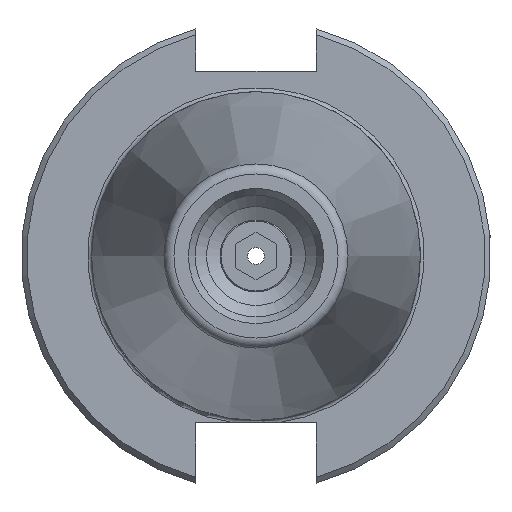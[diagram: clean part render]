
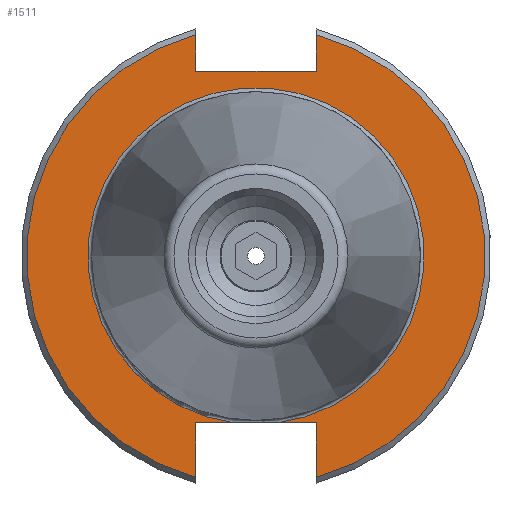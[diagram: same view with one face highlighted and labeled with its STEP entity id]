
A CAD part, left-side view. The second image highlights one B-rep face of the part: STEP entity #1511.
In plain terms, the highlighted planar face has unit normal (-1, 0, 0).
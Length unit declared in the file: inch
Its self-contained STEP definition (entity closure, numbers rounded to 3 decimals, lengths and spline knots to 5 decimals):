
#119=LINE('',#2278,#189);
#130=LINE('',#2403,#200);
#135=LINE('',#2425,#205);
#138=LINE('',#2450,#208);
#139=LINE('',#2451,#209);
#140=LINE('',#2453,#210);
#141=LINE('',#2455,#211);
#189=VECTOR('',#1806,0.64);
#200=VECTOR('',#1901,0.28929);
#205=VECTOR('',#1916,0.28929);
#208=VECTOR('',#1927,0.20828);
#209=VECTOR('',#1928,0.19429);
#210=VECTOR('',#1929,0.19429);
#211=VECTOR('',#1932,0.20828);
#264=PLANE('',#1646);
#401=FACE_OUTER_BOUND('',#523,.T.);
#523=EDGE_LOOP('',(#1153,#1154,#1155,#1156,#1157,#1158,#1159,#1160,#1161,
#1162));
#641=CIRCLE('',#1610,0.895);
#658=CIRCLE('',#1645,1.22);
#659=CIRCLE('',#1647,1.22);
#721=VERTEX_POINT('',#2275);
#722=VERTEX_POINT('',#2277);
#732=VERTEX_POINT('',#2314);
#733=VERTEX_POINT('',#2315);
#757=VERTEX_POINT('',#2398);
#758=VERTEX_POINT('',#2402);
#763=VERTEX_POINT('',#2422);
#764=VERTEX_POINT('',#2424);
#770=VERTEX_POINT('',#2444);
#771=VERTEX_POINT('',#2452);
#869=EDGE_CURVE('',#722,#721,#119,.T.);
#881=EDGE_CURVE('',#732,#733,#641,.T.);
#909=EDGE_CURVE('',#758,#757,#130,.T.);
#918=EDGE_CURVE('',#764,#763,#135,.T.);
#926=EDGE_CURVE('',#770,#757,#658,.T.);
#927=EDGE_CURVE('',#732,#758,#138,.T.);
#928=EDGE_CURVE('',#770,#722,#139,.T.);
#929=EDGE_CURVE('',#721,#771,#140,.T.);
#930=EDGE_CURVE('',#764,#771,#659,.T.);
#931=EDGE_CURVE('',#763,#733,#141,.T.);
#1153=ORIENTED_EDGE('',*,*,#881,.F.);
#1154=ORIENTED_EDGE('',*,*,#927,.T.);
#1155=ORIENTED_EDGE('',*,*,#909,.T.);
#1156=ORIENTED_EDGE('',*,*,#926,.F.);
#1157=ORIENTED_EDGE('',*,*,#928,.T.);
#1158=ORIENTED_EDGE('',*,*,#869,.T.);
#1159=ORIENTED_EDGE('',*,*,#929,.T.);
#1160=ORIENTED_EDGE('',*,*,#930,.F.);
#1161=ORIENTED_EDGE('',*,*,#918,.T.);
#1162=ORIENTED_EDGE('',*,*,#931,.T.);
#1511=ADVANCED_FACE('',(#401),#264,.T.);
#1610=AXIS2_PLACEMENT_3D('',#2326,#1836,#1837);
#1645=AXIS2_PLACEMENT_3D('',#2448,#1923,#1924);
#1646=AXIS2_PLACEMENT_3D('',#2449,#1925,#1926);
#1647=AXIS2_PLACEMENT_3D('',#2454,#1930,#1931);
#1806=DIRECTION('',(0.,1.,0.));
#1836=DIRECTION('center_axis',(-1.,0.,0.));
#1837=DIRECTION('ref_axis',(0.,-1.,0.));
#1901=DIRECTION('',(0.,0.,-1.));
#1916=DIRECTION('',(0.,0.,1.));
#1923=DIRECTION('center_axis',(1.,0.,0.));
#1924=DIRECTION('ref_axis',(0.,-1.,0.));
#1925=DIRECTION('center_axis',(-1.,0.,0.));
#1926=DIRECTION('ref_axis',(0.,0.,1.));
#1927=DIRECTION('',(0.,-1.,0.));
#1928=DIRECTION('',(0.,0.,-1.));
#1929=DIRECTION('',(0.,0.,1.));
#1930=DIRECTION('center_axis',(1.,0.,0.));
#1931=DIRECTION('ref_axis',(0.,1.,0.));
#1932=DIRECTION('',(0.,-1.,0.));
#2275=CARTESIAN_POINT('',(0.125,0.32,0.983));
#2277=CARTESIAN_POINT('',(0.125,-0.32,0.983));
#2278=CARTESIAN_POINT('',(0.125,0.53125,0.983));
#2314=CARTESIAN_POINT('',(0.125,-0.11172,-0.888));
#2315=CARTESIAN_POINT('',(0.125,0.11172,-0.888));
#2326=CARTESIAN_POINT('Origin',(0.125,0.,0.));
#2398=CARTESIAN_POINT('',(0.125,-0.32,-1.17729));
#2402=CARTESIAN_POINT('',(0.125,-0.32,-0.888));
#2403=CARTESIAN_POINT('',(0.125,-0.32,-0.444));
#2422=CARTESIAN_POINT('',(0.125,0.32,-0.888));
#2424=CARTESIAN_POINT('',(0.125,0.32,-1.17729));
#2425=CARTESIAN_POINT('',(0.125,0.32,-0.444));
#2444=CARTESIAN_POINT('',(0.125,-0.32,1.17729));
#2448=CARTESIAN_POINT('Origin',(0.125,0.,0.));
#2449=CARTESIAN_POINT('Origin',(0.125,1.0625,0.));
#2450=CARTESIAN_POINT('',(0.125,0.53125,-0.888));
#2451=CARTESIAN_POINT('',(0.125,-0.32,0.4915));
#2452=CARTESIAN_POINT('',(0.125,0.32,1.17729));
#2453=CARTESIAN_POINT('',(0.125,0.32,0.4915));
#2454=CARTESIAN_POINT('Origin',(0.125,0.,0.));
#2455=CARTESIAN_POINT('',(0.125,0.53125,-0.888));
